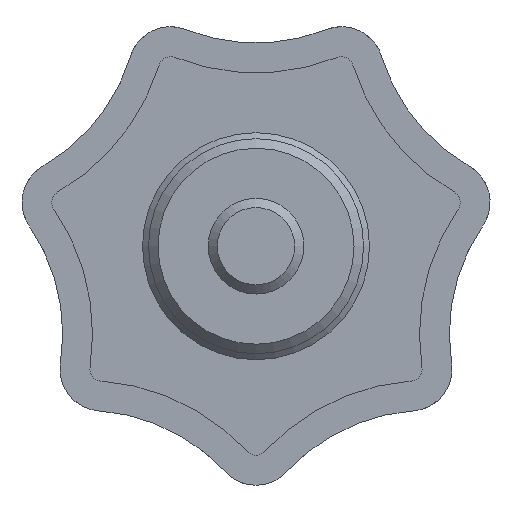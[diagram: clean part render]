
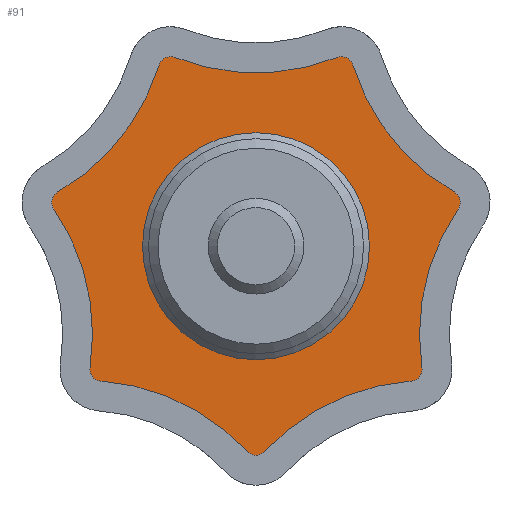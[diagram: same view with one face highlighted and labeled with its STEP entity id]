
A CAD part, front view. The second image highlights one B-rep face of the part: STEP entity #91.
In plain terms, the highlighted planar face has unit normal (0, -1, 0).
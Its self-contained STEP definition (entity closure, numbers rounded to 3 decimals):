
#91 = ADVANCED_FACE( '', ( #213, #214 ), #215, .F. );
#213 = FACE_OUTER_BOUND( '', #371, .T. );
#214 = FACE_BOUND( '', #372, .T. );
#215 = PLANE( '', #373 );
#371 = EDGE_LOOP( '', ( #565, #566, #567, #568, #569, #570, #571, #572, #573, #574, #575, #576, #577, #578 ) );
#372 = EDGE_LOOP( '', ( #579 ) );
#373 = AXIS2_PLACEMENT_3D( '', #580, #581, #582 );
#565 = ORIENTED_EDGE( '', *, *, #919, .T. );
#566 = ORIENTED_EDGE( '', *, *, #920, .F. );
#567 = ORIENTED_EDGE( '', *, *, #921, .T. );
#568 = ORIENTED_EDGE( '', *, *, #922, .F. );
#569 = ORIENTED_EDGE( '', *, *, #923, .T. );
#570 = ORIENTED_EDGE( '', *, *, #924, .F. );
#571 = ORIENTED_EDGE( '', *, *, #897, .T. );
#572 = ORIENTED_EDGE( '', *, *, #906, .F. );
#573 = ORIENTED_EDGE( '', *, *, #925, .T. );
#574 = ORIENTED_EDGE( '', *, *, #926, .F. );
#575 = ORIENTED_EDGE( '', *, *, #927, .T. );
#576 = ORIENTED_EDGE( '', *, *, #917, .F. );
#577 = ORIENTED_EDGE( '', *, *, #928, .T. );
#578 = ORIENTED_EDGE( '', *, *, #885, .F. );
#579 = ORIENTED_EDGE( '', *, *, #929, .T. );
#580 = CARTESIAN_POINT( '', ( -22.539, 20., -8.816 ) );
#581 = DIRECTION( '', ( 0., 1., 0. ) );
#582 = DIRECTION( '', ( 0., 0., 1. ) );
#885 = EDGE_CURVE( '', #1043, #1038, #1045, .T. );
#897 = EDGE_CURVE( '', #1064, #1061, #1065, .T. );
#906 = EDGE_CURVE( '', #1077, #1061, #1079, .T. );
#917 = EDGE_CURVE( '', #1097, #1092, #1099, .T. );
#919 = EDGE_CURVE( '', #1043, #1101, #1102, .T. );
#920 = EDGE_CURVE( '', #1103, #1101, #1104, .T. );
#921 = EDGE_CURVE( '', #1103, #1105, #1106, .T. );
#922 = EDGE_CURVE( '', #1107, #1105, #1108, .T. );
#923 = EDGE_CURVE( '', #1107, #1109, #1110, .T. );
#924 = EDGE_CURVE( '', #1064, #1109, #1111, .T. );
#925 = EDGE_CURVE( '', #1077, #1112, #1113, .T. );
#926 = EDGE_CURVE( '', #1114, #1112, #1115, .T. );
#927 = EDGE_CURVE( '', #1114, #1092, #1116, .T. );
#928 = EDGE_CURVE( '', #1097, #1038, #1117, .T. );
#929 = EDGE_CURVE( '', #1118, #1118, #1119, .T. );
#1038 = VERTEX_POINT( '', #1287 );
#1043 = VERTEX_POINT( '', #1293 );
#1045 = CIRCLE( '', #1296, 1. );
#1061 = VERTEX_POINT( '', #1312 );
#1064 = VERTEX_POINT( '', #1316 );
#1065 = CIRCLE( '', #1317, 18.5 );
#1077 = VERTEX_POINT( '', #1330 );
#1079 = CIRCLE( '', #1333, 1. );
#1092 = VERTEX_POINT( '', #1370 );
#1097 = VERTEX_POINT( '', #1376 );
#1099 = CIRCLE( '', #1379, 1. );
#1101 = VERTEX_POINT( '', #1381 );
#1102 = CIRCLE( '', #1382, 18.5 );
#1103 = VERTEX_POINT( '', #1383 );
#1104 = CIRCLE( '', #1384, 1. );
#1105 = VERTEX_POINT( '', #1385 );
#1106 = CIRCLE( '', #1386, 18.5 );
#1107 = VERTEX_POINT( '', #1387 );
#1108 = CIRCLE( '', #1388, 1. );
#1109 = VERTEX_POINT( '', #1389 );
#1110 = CIRCLE( '', #1390, 18.5 );
#1111 = CIRCLE( '', #1391, 1. );
#1112 = VERTEX_POINT( '', #1392 );
#1113 = CIRCLE( '', #1393, 18.5 );
#1114 = VERTEX_POINT( '', #1394 );
#1115 = CIRCLE( '', #1395, 1. );
#1116 = CIRCLE( '', #1396, 18.5 );
#1117 = CIRCLE( '', #1397, 18.5 );
#1118 = VERTEX_POINT( '', #1398 );
#1119 = CIRCLE( '', #1399, 9.5 );
#1287 = CARTESIAN_POINT( '', ( -16.585, 20., 4.539 ) );
#1293 = CARTESIAN_POINT( '', ( -16.911, 20., 3.107 ) );
#1296 = AXIS2_PLACEMENT_3D( '', #1829, #1830, #1831 );
#1312 = CARTESIAN_POINT( '', ( 16.911, 20., 3.107 ) );
#1316 = CARTESIAN_POINT( '', ( 13.889, 20., -10.137 ) );
#1317 = AXIS2_PLACEMENT_3D( '', #1848, #1849, #1850 );
#1330 = CARTESIAN_POINT( '', ( 16.585, 20., 4.539 ) );
#1333 = AXIS2_PLACEMENT_3D( '', #1865, #1866, #1867 );
#1370 = CARTESIAN_POINT( '', ( -6.792, 20., 15.796 ) );
#1376 = CARTESIAN_POINT( '', ( -8.115, 20., 15.159 ) );
#1379 = AXIS2_PLACEMENT_3D( '', #1878, #1879, #1880 );
#1381 = CARTESIAN_POINT( '', ( -13.889, 20., -10.137 ) );
#1382 = AXIS2_PLACEMENT_3D( '', #1881, #1882, #1883 );
#1383 = CARTESIAN_POINT( '', ( -12.973, 20., -11.285 ) );
#1384 = AXIS2_PLACEMENT_3D( '', #1884, #1885, #1886 );
#1385 = CARTESIAN_POINT( '', ( -0.734, 20., -17.179 ) );
#1386 = AXIS2_PLACEMENT_3D( '', #1887, #1888, #1889 );
#1387 = CARTESIAN_POINT( '', ( 0.734, 20., -17.179 ) );
#1388 = AXIS2_PLACEMENT_3D( '', #1890, #1891, #1892 );
#1389 = CARTESIAN_POINT( '', ( 12.973, 20., -11.285 ) );
#1390 = AXIS2_PLACEMENT_3D( '', #1893, #1894, #1895 );
#1391 = AXIS2_PLACEMENT_3D( '', #1896, #1897, #1898 );
#1392 = CARTESIAN_POINT( '', ( 8.115, 20., 15.159 ) );
#1393 = AXIS2_PLACEMENT_3D( '', #1899, #1900, #1901 );
#1394 = CARTESIAN_POINT( '', ( 6.792, 20., 15.796 ) );
#1395 = AXIS2_PLACEMENT_3D( '', #1902, #1903, #1904 );
#1396 = AXIS2_PLACEMENT_3D( '', #1905, #1906, #1907 );
#1397 = AXIS2_PLACEMENT_3D( '', #1908, #1909, #1910 );
#1398 = CARTESIAN_POINT( '', ( 9.5, 20., 0. ) );
#1399 = AXIS2_PLACEMENT_3D( '', #1911, #1912, #1913 );
#1829 = CARTESIAN_POINT( '', ( -16.086, 20., 3.672 ) );
#1830 = DIRECTION( '', ( 0., 1., 0. ) );
#1831 = DIRECTION( '', ( 1., 0., 0. ) );
#1848 = CARTESIAN_POINT( '', ( 32.177, 20., -7.344 ) );
#1849 = DIRECTION( '', ( 0., 1., 0. ) );
#1850 = DIRECTION( '', ( 1., 0., 0. ) );
#1865 = CARTESIAN_POINT( '', ( 16.086, 20., 3.672 ) );
#1866 = DIRECTION( '', ( 0., 1., 0. ) );
#1867 = DIRECTION( '', ( 1., 0., 0. ) );
#1878 = CARTESIAN_POINT( '', ( -7.159, 20., 14.866 ) );
#1879 = DIRECTION( '', ( 0., 1., 0. ) );
#1880 = DIRECTION( '', ( 1., 0., 0. ) );
#1881 = CARTESIAN_POINT( '', ( -32.177, 20., -7.344 ) );
#1882 = DIRECTION( '', ( 0., 1., 0. ) );
#1883 = DIRECTION( '', ( 1., 0., 0. ) );
#1884 = CARTESIAN_POINT( '', ( -12.9, 20., -10.288 ) );
#1885 = DIRECTION( '', ( 0., 1., 0. ) );
#1886 = DIRECTION( '', ( 1., 0., 0. ) );
#1887 = CARTESIAN_POINT( '', ( -14.32, 20., -29.736 ) );
#1888 = DIRECTION( '', ( 0., 1., 0. ) );
#1889 = DIRECTION( '', ( 1., 0., 0. ) );
#1890 = CARTESIAN_POINT( '', ( 0., 20., -16.5 ) );
#1891 = DIRECTION( '', ( 0., 1., 0. ) );
#1892 = DIRECTION( '', ( 1., 0., 0. ) );
#1893 = CARTESIAN_POINT( '', ( 14.32, 20., -29.736 ) );
#1894 = DIRECTION( '', ( 0., 1., 0. ) );
#1895 = DIRECTION( '', ( 1., 0., 0. ) );
#1896 = CARTESIAN_POINT( '', ( 12.9, 20., -10.288 ) );
#1897 = DIRECTION( '', ( 0., 1., 0. ) );
#1898 = DIRECTION( '', ( 1., 0., 0. ) );
#1899 = CARTESIAN_POINT( '', ( 25.804, 20., 20.578 ) );
#1900 = DIRECTION( '', ( 0., 1., 0. ) );
#1901 = DIRECTION( '', ( 1., 0., 0. ) );
#1902 = CARTESIAN_POINT( '', ( 7.159, 20., 14.866 ) );
#1903 = DIRECTION( '', ( 0., 1., 0. ) );
#1904 = DIRECTION( '', ( 1., 0., 0. ) );
#1905 = CARTESIAN_POINT( '', ( 0., 20., 33.004 ) );
#1906 = DIRECTION( '', ( 0., 1., 0. ) );
#1907 = DIRECTION( '', ( 1., 0., 0. ) );
#1908 = CARTESIAN_POINT( '', ( -25.804, 20., 20.578 ) );
#1909 = DIRECTION( '', ( 0., 1., 0. ) );
#1910 = DIRECTION( '', ( 1., 0., 0. ) );
#1911 = CARTESIAN_POINT( '', ( 0., 20., 0. ) );
#1912 = DIRECTION( '', ( 0., 1., 0. ) );
#1913 = DIRECTION( '', ( 1., 0., 0. ) );
